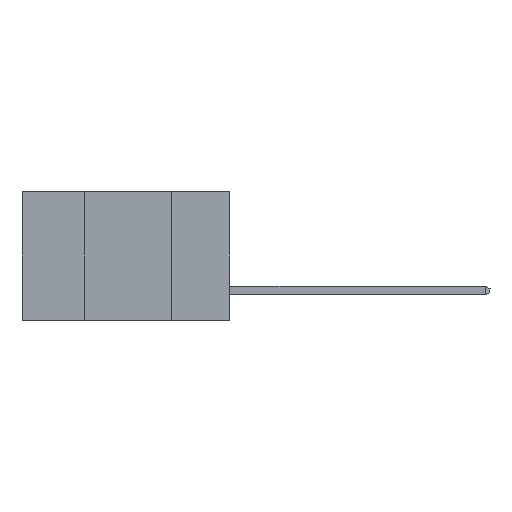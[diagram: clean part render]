
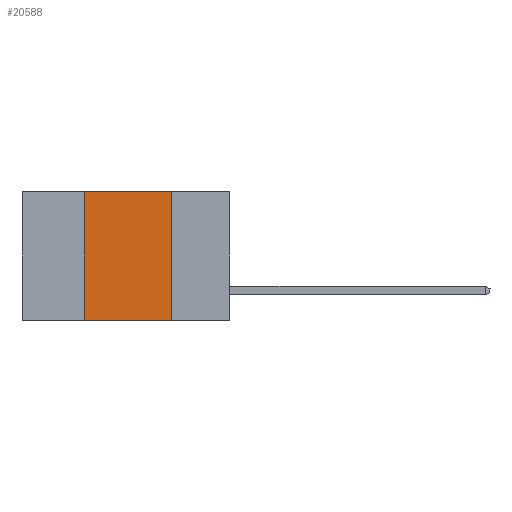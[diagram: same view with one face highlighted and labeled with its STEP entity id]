
A CAD part, left-side view. The second image highlights one B-rep face of the part: STEP entity #20588.
In plain terms, the highlighted planar face has unit normal (-1, 0, 0).
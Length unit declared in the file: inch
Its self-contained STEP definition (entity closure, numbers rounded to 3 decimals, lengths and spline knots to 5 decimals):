
#331 = EDGE_CURVE ( 'NONE', #9347, #22415, #21137, .T. ) ;
#521 = EDGE_CURVE ( 'NONE', #20718, #5355, #6913, .T. ) ;
#3163 = DIRECTION ( 'NONE',  ( 0., -1., 0. ) ) ;
#3457 = PLANE ( 'NONE',  #14311 ) ;
#3763 = DIRECTION ( 'NONE',  ( 0., 0., -1. ) ) ;
#4025 = CARTESIAN_POINT ( 'NONE',  ( 0., 0.6, -0.37 ) ) ;
#4611 = VECTOR ( 'NONE', #19379, 39.37008 ) ;
#5355 = VERTEX_POINT ( 'NONE', #13969 ) ;
#5413 = LINE ( 'NONE', #16796, #11833 ) ;
#5456 = DIRECTION ( 'NONE',  ( 0., 0., -1. ) ) ;
#5580 = DIRECTION ( 'NONE',  ( 1., 0., 0. ) ) ;
#6913 = LINE ( 'NONE', #20293, #15820 ) ;
#9347 = VERTEX_POINT ( 'NONE', #11062 ) ;
#9577 = ORIENTED_EDGE ( 'NONE', *, *, #331, .T. ) ;
#10962 = FACE_OUTER_BOUND ( 'NONE', #18333, .T. ) ;
#11062 = CARTESIAN_POINT ( 'NONE',  ( 0., 0.42, -0.37 ) ) ;
#11093 = CARTESIAN_POINT ( 'NONE',  ( 0., 0.6, 0. ) ) ;
#11833 = VECTOR ( 'NONE', #3763, 39.37008 ) ;
#13313 = ORIENTED_EDGE ( 'NONE', *, *, #521, .F. ) ;
#13575 = CARTESIAN_POINT ( 'NONE',  ( 0., 0.42, 0. ) ) ;
#13715 = ORIENTED_EDGE ( 'NONE', *, *, #14620, .F. ) ;
#13969 = CARTESIAN_POINT ( 'NONE',  ( 0., 0.17, 0. ) ) ;
#14182 = LINE ( 'NONE', #16155, #19016 ) ;
#14311 = AXIS2_PLACEMENT_3D ( 'NONE', #11093, #5580, #5456 ) ;
#14547 = EDGE_CURVE ( 'NONE', #5355, #22415, #5413, .T. ) ;
#14620 = EDGE_CURVE ( 'NONE', #9347, #20718, #14182, .T. ) ;
#15820 = VECTOR ( 'NONE', #3163, 39.37008 ) ;
#15912 = DIRECTION ( 'NONE',  ( 0., 0., 1. ) ) ;
#16155 = CARTESIAN_POINT ( 'NONE',  ( 0., 0.42, -0.37 ) ) ;
#16796 = CARTESIAN_POINT ( 'NONE',  ( 0., 0.17, -0.37 ) ) ;
#16844 = ORIENTED_EDGE ( 'NONE', *, *, #14547, .F. ) ;
#18333 = EDGE_LOOP ( 'NONE', ( #16844, #13313, #13715, #9577 ) ) ;
#19016 = VECTOR ( 'NONE', #15912, 39.37008 ) ;
#19379 = DIRECTION ( 'NONE',  ( 0., -1., 0. ) ) ;
#20293 = CARTESIAN_POINT ( 'NONE',  ( 0., 0.6, 0. ) ) ;
#20559 = CARTESIAN_POINT ( 'NONE',  ( 0., 0.17, -0.37 ) ) ;
#20588 = ADVANCED_FACE ( 'NONE', ( #10962 ), #3457, .F. ) ;
#20718 = VERTEX_POINT ( 'NONE', #13575 ) ;
#21137 = LINE ( 'NONE', #4025, #4611 ) ;
#22415 = VERTEX_POINT ( 'NONE', #20559 ) ;
